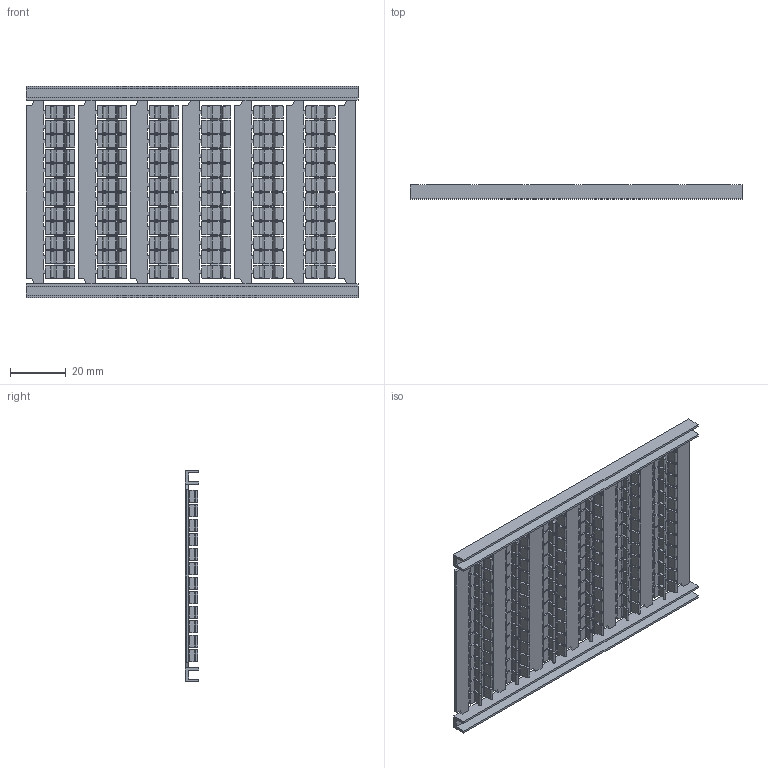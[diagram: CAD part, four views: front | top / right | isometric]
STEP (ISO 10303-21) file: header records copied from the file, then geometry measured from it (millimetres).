
FILE_DESCRIPTION((''),'2;1');
FILE_NAME('8YB867185','2022-08-22T',('Administrator'),(''),'PRO/ENGINEER BY PARAMETRIC TECHNOLOGY CORPORATION, 2013230','PRO/ENGINEER BY PARAMETRIC TECHNOLOGY CORPORATION, 2013230','');
FILE_SCHEMA(('CONFIG_CONTROL_DESIGN'));
Products named in the file (1): 8YB867185
Bounding box: 119.2 x 5 x 76 mm (x, y, z)
Volume: 13153 mm3; surface area: 27696.3 mm2
Topology: 1 solids, 1 shells, 2787 faces, 7461 edges, 4766 vertices
Faces by surface type: plane 1923, cylinder 864
Entity records: 86273 total; most frequent: CARTESIAN_POINT 15014, ORIENTED_EDGE 14922, DIRECTION 14763, EDGE_CURVE 7461, VECTOR 5733, LINE 5733, VERTEX_POINT 4766, AXIS2_PLACEMENT_3D 4515
